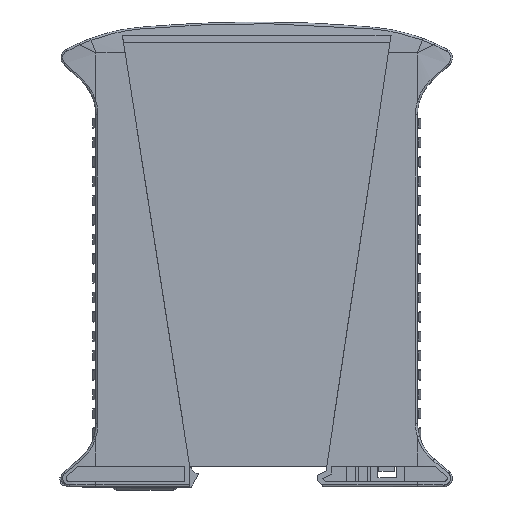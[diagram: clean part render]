
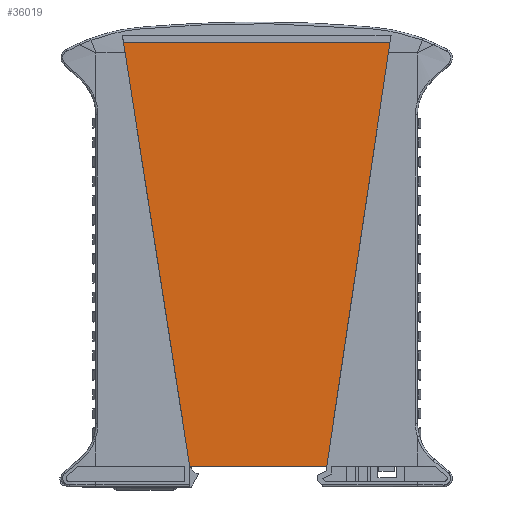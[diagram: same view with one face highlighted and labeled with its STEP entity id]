
A CAD part, left-side view. The second image highlights one B-rep face of the part: STEP entity #36019.
In plain terms, the highlighted planar face has unit normal (-1, 0, 0).
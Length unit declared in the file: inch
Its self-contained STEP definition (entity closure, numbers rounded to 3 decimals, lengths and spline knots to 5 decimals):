
#727 = CARTESIAN_POINT ( 'NONE',  ( -0.63761, 1.21761, 4.30555 ) ) ;
#1893 = EDGE_CURVE ( 'NONE', #27397, #41921, #19940, .T. ) ;
#3943 = ORIENTED_EDGE ( 'NONE', *, *, #24884, .F. ) ;
#8302 = EDGE_CURVE ( 'NONE', #11278, #56837, #9994, .T. ) ;
#9218 = VECTOR ( 'NONE', #14253, 39.37008 ) ;
#9292 = CARTESIAN_POINT ( 'NONE',  ( -0.63761, -0.84902, 0. ) ) ;
#9994 = LINE ( 'NONE', #46373, #9218 ) ;
#10669 = CARTESIAN_POINT ( 'NONE',  ( -0.63761, -1.49136, 4.30555 ) ) ;
#11056 = EDGE_CURVE ( 'NONE', #56837, #27397, #21660, .T. ) ;
#11278 = VERTEX_POINT ( 'NONE', #55865 ) ;
#12559 = CARTESIAN_POINT ( 'NONE',  ( -0.63761, -0.13662, 4.30555 ) ) ;
#12777 = EDGE_LOOP ( 'NONE', ( #3943, #32644, #46047, #33692 ) ) ;
#14185 = CARTESIAN_POINT ( 'NONE',  ( -0.63761, -1.49175, 4.30595 ) ) ;
#14253 = DIRECTION ( 'NONE',  ( 0., 0.154, 0.988 ) ) ;
#14409 = VECTOR ( 'NONE', #24474, 39.37008 ) ;
#17097 = AXIS2_PLACEMENT_3D ( 'NONE', #14185, #50835, #45704 ) ;
#19771 = CARTESIAN_POINT ( 'NONE',  ( -0.63761, 0.12834, 0. ) ) ;
#19940 = LINE ( 'NONE', #28757, #14409 ) ;
#21660 = LINE ( 'NONE', #12559, #30942 ) ;
#24474 = DIRECTION ( 'NONE',  ( 0., 0.148, -0.989 ) ) ;
#24884 = EDGE_CURVE ( 'NONE', #41921, #11278, #48241, .T. ) ;
#25391 = DIRECTION ( 'NONE',  ( 0., -1., 0. ) ) ;
#27397 = VERTEX_POINT ( 'NONE', #10669 ) ;
#28757 = CARTESIAN_POINT ( 'NONE',  ( -0.63761, -1.1756, 2.18903 ) ) ;
#30942 = VECTOR ( 'NONE', #25391, 39.37008 ) ;
#32644 = ORIENTED_EDGE ( 'NONE', *, *, #1893, .F. ) ;
#33692 = ORIENTED_EDGE ( 'NONE', *, *, #8302, .F. ) ;
#34317 = DIRECTION ( 'NONE',  ( 0., 1., 0. ) ) ;
#36019 = ADVANCED_FACE ( 'NONE', ( #59925 ), #55378, .T. ) ;
#41921 = VERTEX_POINT ( 'NONE', #9292 ) ;
#45704 = DIRECTION ( 'NONE',  ( 0., 0., 1. ) ) ;
#46047 = ORIENTED_EDGE ( 'NONE', *, *, #11056, .F. ) ;
#46373 = CARTESIAN_POINT ( 'NONE',  ( -0.63761, 0.88681, 2.18903 ) ) ;
#48241 = LINE ( 'NONE', #19771, #49716 ) ;
#49716 = VECTOR ( 'NONE', #34317, 39.37008 ) ;
#50835 = DIRECTION ( 'NONE',  ( -1., 0., 0. ) ) ;
#55378 = PLANE ( 'NONE',  #17097 ) ;
#55865 = CARTESIAN_POINT ( 'NONE',  ( -0.63761, 0.54468, 0. ) ) ;
#56837 = VERTEX_POINT ( 'NONE', #727 ) ;
#59925 = FACE_OUTER_BOUND ( 'NONE', #12777, .T. ) ;
